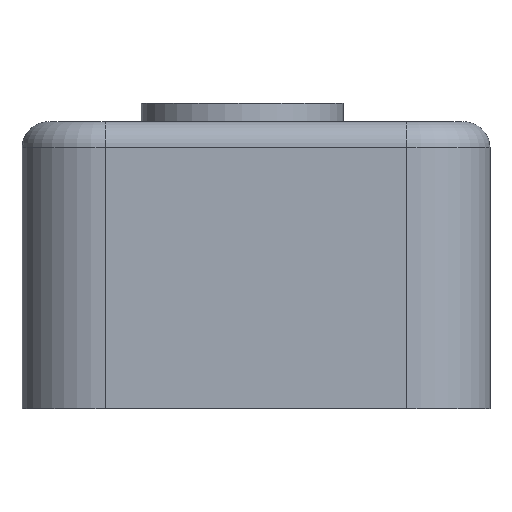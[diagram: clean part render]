
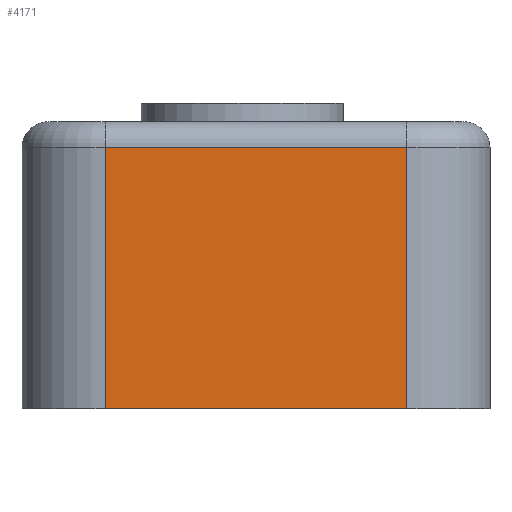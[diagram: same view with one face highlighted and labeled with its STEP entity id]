
A CAD part, left-side view. The second image highlights one B-rep face of the part: STEP entity #4171.
In plain terms, the highlighted planar face has unit normal (-1, 0, 0).
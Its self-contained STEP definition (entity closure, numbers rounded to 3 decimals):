
#504=FACE_OUTER_BOUND('',#740,.T.);
#740=EDGE_LOOP('',(#2865,#2866,#2867,#2868));
#1004=LINE('',#5865,#1355);
#1014=LINE('',#5915,#1365);
#1015=LINE('',#5919,#1366);
#1016=LINE('',#5920,#1367);
#1355=VECTOR('',#4804,10.);
#1365=VECTOR('',#4866,10.);
#1366=VECTOR('',#4871,10.);
#1367=VECTOR('',#4872,10.);
#1711=VERTEX_POINT('',#5862);
#1712=VERTEX_POINT('',#5864);
#1726=VERTEX_POINT('',#5914);
#1727=VERTEX_POINT('',#5918);
#2151=EDGE_CURVE('',#1711,#1712,#1004,.T.);
#2177=EDGE_CURVE('',#1726,#1712,#1014,.T.);
#2179=EDGE_CURVE('',#1727,#1711,#1015,.T.);
#2180=EDGE_CURVE('',#1727,#1726,#1016,.F.);
#2865=ORIENTED_EDGE('',*,*,#2151,.F.);
#2866=ORIENTED_EDGE('',*,*,#2179,.F.);
#2867=ORIENTED_EDGE('',*,*,#2180,.T.);
#2868=ORIENTED_EDGE('',*,*,#2177,.T.);
#4065=PLANE('',#4449);
#4171=ADVANCED_FACE('',(#504),#4065,.T.);
#4449=AXIS2_PLACEMENT_3D('',#5917,#4869,#4870);
#4804=DIRECTION('',(0.,-1.,0.));
#4866=DIRECTION('',(0.,0.,1.));
#4869=DIRECTION('center_axis',(-1.,0.,0.));
#4870=DIRECTION('ref_axis',(0.,-1.,0.));
#4871=DIRECTION('',(0.,0.,1.));
#4872=DIRECTION('',(0.,1.,0.));
#5862=CARTESIAN_POINT('',(-1.65,27.9,20.06));
#5864=CARTESIAN_POINT('',(-1.65,4.75,20.06));
#5865=CARTESIAN_POINT('',(-1.65,22.113,20.06));
#5914=CARTESIAN_POINT('',(-1.65,4.75,0.));
#5915=CARTESIAN_POINT('',(-1.65,4.75,0.));
#5917=CARTESIAN_POINT('Origin',(-1.65,27.9,0.));
#5918=CARTESIAN_POINT('',(-1.65,27.9,0.));
#5919=CARTESIAN_POINT('',(-1.65,27.9,0.));
#5920=CARTESIAN_POINT('',(-1.65,22.113,0.));
